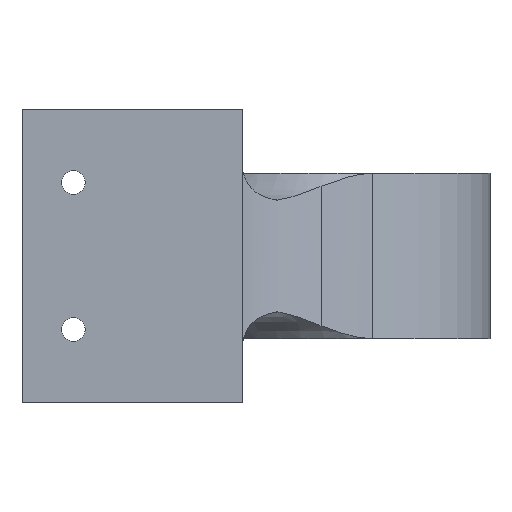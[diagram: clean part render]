
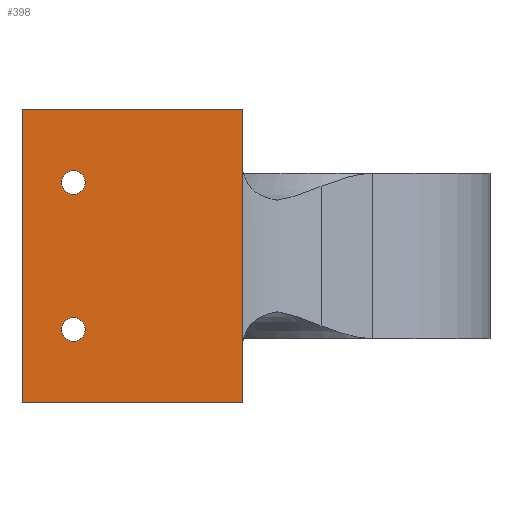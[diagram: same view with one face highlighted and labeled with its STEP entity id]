
A CAD part, front view. The second image highlights one B-rep face of the part: STEP entity #398.
In plain terms, the highlighted planar face has unit normal (0, -1, 0).
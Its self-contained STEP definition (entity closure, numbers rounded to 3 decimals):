
#24 = VECTOR ( 'NONE', #1110, 1000. ) ;
#28 = CIRCLE ( 'NONE', #279, 1.6 ) ;
#34 = VERTEX_POINT ( 'NONE', #627 ) ;
#65 = ORIENTED_EDGE ( 'NONE', *, *, #205, .T. ) ;
#88 = CARTESIAN_POINT ( 'NONE',  ( -42.718, -34., 13.75 ) ) ;
#91 = EDGE_CURVE ( 'NONE', #561, #1415, #1506, .T. ) ;
#114 = CARTESIAN_POINT ( 'NONE',  ( -35.718, -34., -16.25 ) ) ;
#116 = DIRECTION ( 'NONE',  ( 0., 1., 0. ) ) ;
#132 = DIRECTION ( 'NONE',  ( 0., 0., 1. ) ) ;
#160 = CARTESIAN_POINT ( 'NONE',  ( -12.718, -34., 13.75 ) ) ;
#205 = EDGE_CURVE ( 'NONE', #1158, #34, #1256, .T. ) ;
#218 = DIRECTION ( 'NONE',  ( 0., 0., 1. ) ) ;
#230 = DIRECTION ( 'NONE',  ( 0., 0., -1. ) ) ;
#240 = CARTESIAN_POINT ( 'NONE',  ( -35.718, -34., 3.75 ) ) ;
#248 = CIRCLE ( 'NONE', #461, 1.6 ) ;
#279 = AXIS2_PLACEMENT_3D ( 'NONE', #787, #1527, #408 ) ;
#309 = ORIENTED_EDGE ( 'NONE', *, *, #593, .T. ) ;
#329 = AXIS2_PLACEMENT_3D ( 'NONE', #1071, #1330, #1591 ) ;
#335 = DIRECTION ( 'NONE',  ( 0., 0., -1. ) ) ;
#343 = ORIENTED_EDGE ( 'NONE', *, *, #683, .T. ) ;
#346 = EDGE_LOOP ( 'NONE', ( #65, #964, #1572, #309 ) ) ;
#364 = CARTESIAN_POINT ( 'NONE',  ( -42.718, -34., -26.25 ) ) ;
#398 = ADVANCED_FACE ( 'NONE', ( #1544, #422, #1324 ), #822, .F. ) ;
#408 = DIRECTION ( 'NONE',  ( 0., 0., 1. ) ) ;
#422 = FACE_BOUND ( 'NONE', #1451, .T. ) ;
#457 = ORIENTED_EDGE ( 'NONE', *, *, #1171, .T. ) ;
#461 = AXIS2_PLACEMENT_3D ( 'NONE', #1604, #116, #475 ) ;
#475 = DIRECTION ( 'NONE',  ( 0., 0., 1. ) ) ;
#496 = CARTESIAN_POINT ( 'NONE',  ( -42.718, -34., 13.75 ) ) ;
#527 = VERTEX_POINT ( 'NONE', #1095 ) ;
#540 = EDGE_LOOP ( 'NONE', ( #998, #639 ) ) ;
#561 = VERTEX_POINT ( 'NONE', #731 ) ;
#593 = EDGE_CURVE ( 'NONE', #527, #1158, #1088, .T. ) ;
#597 = EDGE_CURVE ( 'NONE', #1415, #561, #248, .T. ) ;
#615 = CARTESIAN_POINT ( 'NONE',  ( -42.718, -34., -26.25 ) ) ;
#627 = CARTESIAN_POINT ( 'NONE',  ( -12.718, -34., -26.25 ) ) ;
#639 = ORIENTED_EDGE ( 'NONE', *, *, #91, .T. ) ;
#683 = EDGE_CURVE ( 'NONE', #1360, #978, #28, .T. ) ;
#696 = LINE ( 'NONE', #1323, #896 ) ;
#731 = CARTESIAN_POINT ( 'NONE',  ( -35.718, -34., -17.85 ) ) ;
#759 = DIRECTION ( 'NONE',  ( 0., 1., 0. ) ) ;
#787 = CARTESIAN_POINT ( 'NONE',  ( -35.718, -34., 3.75 ) ) ;
#809 = EDGE_CURVE ( 'NONE', #1587, #34, #696, .T. ) ;
#822 = PLANE ( 'NONE',  #329 ) ;
#838 = EDGE_CURVE ( 'NONE', #527, #1587, #1566, .T. ) ;
#896 = VECTOR ( 'NONE', #335, 1000. ) ;
#963 = CARTESIAN_POINT ( 'NONE',  ( -35.718, -34., -14.65 ) ) ;
#964 = ORIENTED_EDGE ( 'NONE', *, *, #809, .F. ) ;
#971 = AXIS2_PLACEMENT_3D ( 'NONE', #240, #759, #132 ) ;
#978 = VERTEX_POINT ( 'NONE', #989 ) ;
#989 = CARTESIAN_POINT ( 'NONE',  ( -35.718, -34., 5.35 ) ) ;
#998 = ORIENTED_EDGE ( 'NONE', *, *, #597, .T. ) ;
#1063 = DIRECTION ( 'NONE',  ( 1., 0., 0. ) ) ;
#1071 = CARTESIAN_POINT ( 'NONE',  ( -42.718, -34., 13.75 ) ) ;
#1088 = LINE ( 'NONE', #496, #1567 ) ;
#1095 = CARTESIAN_POINT ( 'NONE',  ( -42.718, -34., 13.75 ) ) ;
#1110 = DIRECTION ( 'NONE',  ( 1., 0., 0. ) ) ;
#1158 = VERTEX_POINT ( 'NONE', #364 ) ;
#1171 = EDGE_CURVE ( 'NONE', #978, #1360, #1573, .T. ) ;
#1236 = AXIS2_PLACEMENT_3D ( 'NONE', #114, #1588, #218 ) ;
#1256 = LINE ( 'NONE', #615, #24 ) ;
#1301 = VECTOR ( 'NONE', #1063, 1000. ) ;
#1323 = CARTESIAN_POINT ( 'NONE',  ( -12.718, -34., 13.75 ) ) ;
#1324 = FACE_OUTER_BOUND ( 'NONE', #346, .T. ) ;
#1330 = DIRECTION ( 'NONE',  ( 0., 1., 0. ) ) ;
#1360 = VERTEX_POINT ( 'NONE', #1600 ) ;
#1415 = VERTEX_POINT ( 'NONE', #963 ) ;
#1451 = EDGE_LOOP ( 'NONE', ( #457, #343 ) ) ;
#1506 = CIRCLE ( 'NONE', #1236, 1.6 ) ;
#1527 = DIRECTION ( 'NONE',  ( 0., 1., 0. ) ) ;
#1544 = FACE_BOUND ( 'NONE', #540, .T. ) ;
#1566 = LINE ( 'NONE', #88, #1301 ) ;
#1567 = VECTOR ( 'NONE', #230, 1000. ) ;
#1572 = ORIENTED_EDGE ( 'NONE', *, *, #838, .F. ) ;
#1573 = CIRCLE ( 'NONE', #971, 1.6 ) ;
#1587 = VERTEX_POINT ( 'NONE', #160 ) ;
#1588 = DIRECTION ( 'NONE',  ( 0., 1., 0. ) ) ;
#1591 = DIRECTION ( 'NONE',  ( -1., 0., 0. ) ) ;
#1600 = CARTESIAN_POINT ( 'NONE',  ( -35.718, -34., 2.15 ) ) ;
#1604 = CARTESIAN_POINT ( 'NONE',  ( -35.718, -34., -16.25 ) ) ;
